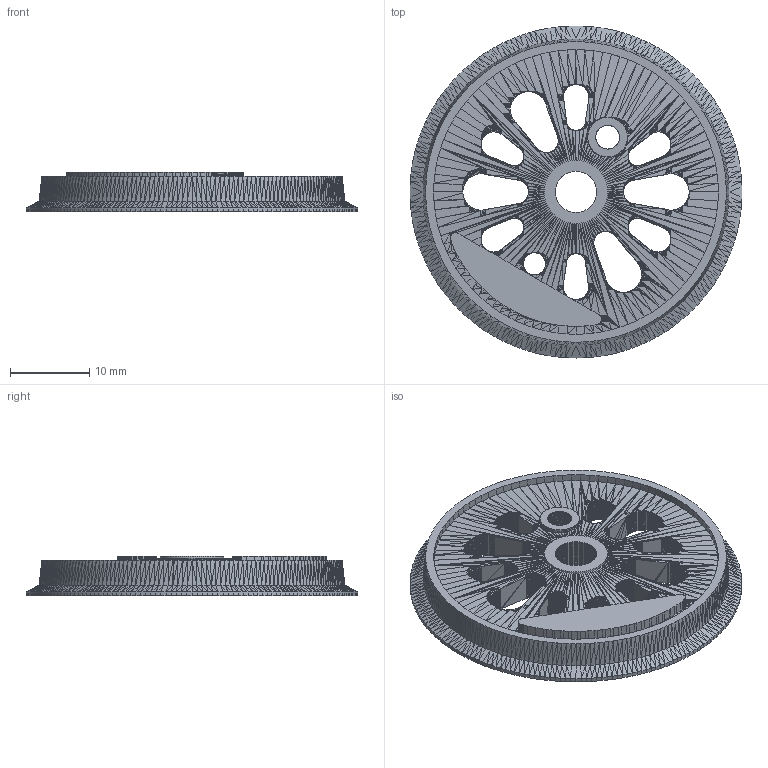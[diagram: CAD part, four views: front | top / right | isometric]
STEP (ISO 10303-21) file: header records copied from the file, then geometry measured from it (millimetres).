
FILE_DESCRIPTION(('FreeCAD Model'),'2;1');
FILE_NAME('Open CASCADE Shape Model','2023-11-20T16:47:04',('Author'),( ''),'Open CASCADE STEP processor 7.6','FreeCAD','Unknown');
FILE_SCHEMA(('AUTOMOTIVE_DESIGN { 1 0 10303 214 1 1 1 1 }'));
Products named in the file (1): boxpok003 (Solid)
Bounding box: 42 x 42 x 5 mm (x, y, z)
Volume: 0 mm3; surface area: 3744.1 mm2
Topology: 1 solids, 2 shells, 8129 faces, 14976 edges, 6841 vertices
Faces by surface type: plane 8129
Entity records: 183612 total; most frequent: DIRECTION 31236, ORIENTED_EDGE 29952, CARTESIAN_POINT 29947, EDGE_CURVE 14976, LINE 14976, VECTOR 14976, FACE_BOUND 8147, EDGE_LOOP 8147
